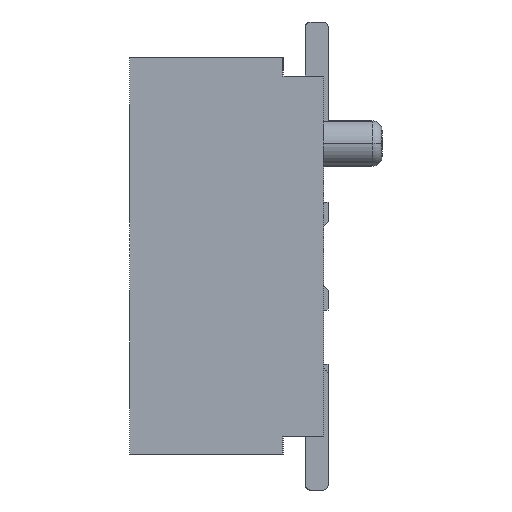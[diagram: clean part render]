
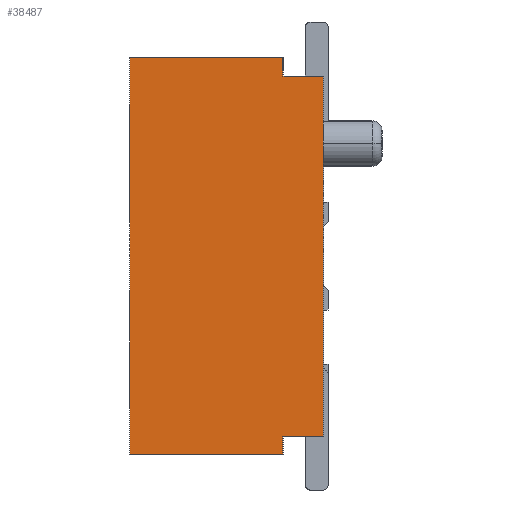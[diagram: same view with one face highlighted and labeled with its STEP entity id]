
A CAD part, left-side view. The second image highlights one B-rep face of the part: STEP entity #38487.
In plain terms, the highlighted planar face has unit normal (-1, 0, 0).
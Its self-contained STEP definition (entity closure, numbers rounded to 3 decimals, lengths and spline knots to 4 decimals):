
#217=DIRECTION('',(0.,-1.,0.));
#218=VECTOR('',#217,0.45);
#219=CARTESIAN_POINT('',(-6.35,0.45,-2.));
#220=LINE('',#219,#218);
#273=DIRECTION('',(0.,0.,-1.));
#274=VECTOR('',#273,0.2);
#275=CARTESIAN_POINT('',(-6.35,0.45,-2.));
#276=LINE('',#275,#274);
#281=DIRECTION('',(0.,1.,0.));
#282=VECTOR('',#281,1.7);
#283=CARTESIAN_POINT('',(-6.35,0.45,-2.2));
#284=LINE('',#283,#282);
#293=DIRECTION('',(0.,0.,1.));
#294=VECTOR('',#293,4.4);
#295=CARTESIAN_POINT('',(-6.35,2.15,-2.2));
#296=LINE('',#295,#294);
#309=DIRECTION('',(0.,-1.,0.));
#310=VECTOR('',#309,1.7);
#311=CARTESIAN_POINT('',(-6.35,2.15,2.2));
#312=LINE('',#311,#310);
#325=DIRECTION('',(0.,0.,1.));
#326=VECTOR('',#325,0.2);
#327=CARTESIAN_POINT('',(-6.35,0.45,2.));
#328=LINE('',#327,#326);
#329=DIRECTION('',(0.,1.,0.));
#330=VECTOR('',#329,0.45);
#331=CARTESIAN_POINT('',(-6.35,0.,2.));
#332=LINE('',#331,#330);
#341=DIRECTION('',(0.,0.,1.));
#342=VECTOR('',#341,4.);
#343=CARTESIAN_POINT('',(-6.35,0.,-2.));
#344=LINE('',#343,#342);
#30235=CARTESIAN_POINT('',(-6.35,0.,2.));
#30236=CARTESIAN_POINT('',(-6.35,0.45,2.));
#30237=VERTEX_POINT('',#30235);
#30238=VERTEX_POINT('',#30236);
#30323=CARTESIAN_POINT('',(-6.35,0.45,2.2));
#30324=VERTEX_POINT('',#30323);
#30325=CARTESIAN_POINT('',(-6.35,0.45,-2.));
#30326=CARTESIAN_POINT('',(-6.35,0.45,-2.2));
#30327=VERTEX_POINT('',#30325);
#30328=VERTEX_POINT('',#30326);
#30329=CARTESIAN_POINT('',(-6.35,2.15,-2.2));
#30330=VERTEX_POINT('',#30329);
#30331=CARTESIAN_POINT('',(-6.35,2.15,2.2));
#30332=VERTEX_POINT('',#30331);
#30333=CARTESIAN_POINT('',(-6.35,0.,-2.));
#30334=VERTEX_POINT('',#30333);
#38471=CARTESIAN_POINT('',(-6.35,1.075,0.));
#38472=DIRECTION('',(1.,0.,0.));
#38473=DIRECTION('',(0.,0.,1.));
#38474=AXIS2_PLACEMENT_3D('',#38471,#38472,#38473);
#38475=PLANE('',#38474);
#38476=ORIENTED_EDGE('',*,*,#36944,.T.);
#38477=ORIENTED_EDGE('',*,*,#36959,.T.);
#38478=ORIENTED_EDGE('',*,*,#36974,.T.);
#38479=ORIENTED_EDGE('',*,*,#38449,.T.);
#38480=ORIENTED_EDGE('',*,*,#38463,.F.);
#38481=ORIENTED_EDGE('',*,*,#36306,.F.);
#38483=ORIENTED_EDGE('',*,*,#38482,.F.);
#38484=ORIENTED_EDGE('',*,*,#36831,.F.);
#38485=EDGE_LOOP('',(#38476,#38477,#38478,#38479,#38480,#38481,#38483,#38484));
#38486=FACE_OUTER_BOUND('',#38485,.F.);
#36306=EDGE_CURVE('',#30237,#30238,#332,.T.);
#36831=EDGE_CURVE('',#30327,#30334,#220,.T.);
#36944=EDGE_CURVE('',#30327,#30328,#276,.T.);
#36959=EDGE_CURVE('',#30328,#30330,#284,.T.);
#36974=EDGE_CURVE('',#30330,#30332,#296,.T.);
#38449=EDGE_CURVE('',#30332,#30324,#312,.T.);
#38463=EDGE_CURVE('',#30238,#30324,#328,.T.);
#38482=EDGE_CURVE('',#30334,#30237,#344,.T.);
#38487=ADVANCED_FACE('',(#38486),#38475,.F.);
